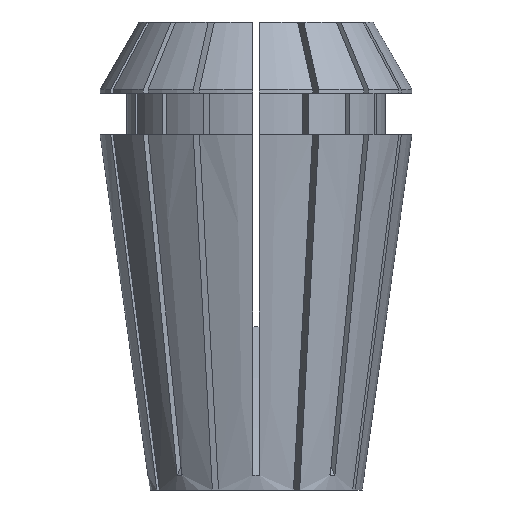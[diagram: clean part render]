
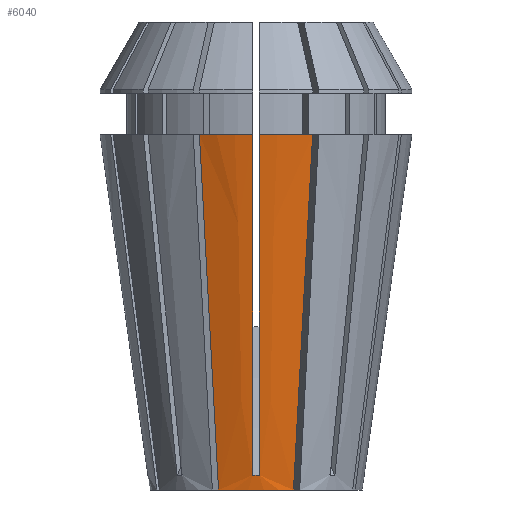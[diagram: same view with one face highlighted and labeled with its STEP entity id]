
A CAD part, front view. The second image highlights one B-rep face of the part: STEP entity #6040.
In plain terms, the highlighted conical face has half-angle 8 degrees and reference radius 7.141 mm.
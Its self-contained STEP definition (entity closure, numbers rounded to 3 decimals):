
#102 = CARTESIAN_POINT ( 'NONE',  ( -2.726, -7.169, 3.763 ) ) ;
#228 = CARTESIAN_POINT ( 'NONE',  ( -0.225, -9.418, 16.218 ) ) ;
#269 = AXIS2_PLACEMENT_3D ( 'NONE', #2337, #1820, #3289 ) ;
#371 = CARTESIAN_POINT ( 'NONE',  ( -0.075, -7.283, 0.999 ) ) ;
#430 = ORIENTED_EDGE ( 'NONE', *, *, #2027, .F. ) ;
#443 = CARTESIAN_POINT ( 'NONE',  ( 0.225, -7.279, 1.004 ) ) ;
#447 = EDGE_CURVE ( 'NONE', #4482, #753, #664, .T. ) ;
#451 = VERTEX_POINT ( 'NONE', #3341 ) ;
#546 = VERTEX_POINT ( 'NONE', #4336 ) ;
#603 = CARTESIAN_POINT ( 'NONE',  ( 0.225, -9.418, 16.218 ) ) ;
#629 = ORIENTED_EDGE ( 'NONE', *, *, #4303, .F. ) ;
#664 = CIRCLE ( 'NONE', #1241, 10.5 ) ;
#753 = VERTEX_POINT ( 'NONE', #1621 ) ;
#755 = EDGE_CURVE ( 'NONE', #451, #1223, #4610, .T. ) ;
#894 = DIRECTION ( 'NONE',  ( -1., 0., 0. ) ) ;
#1041 = CIRCLE ( 'NONE', #5600, 10.5 ) ;
#1043 = CARTESIAN_POINT ( 'NONE',  ( -2.827, -7.414, 5.645 ) ) ;
#1136 = CARTESIAN_POINT ( 'NONE',  ( 0.225, -8.801, 11.831 ) ) ;
#1157 = CARTESIAN_POINT ( 'NONE',  ( 0.225, -8.184, 7.443 ) ) ;
#1223 = VERTEX_POINT ( 'NONE', #4218 ) ;
#1241 = AXIS2_PLACEMENT_3D ( 'NONE', #5732, #1914, #894 ) ;
#1264 = CARTESIAN_POINT ( 'NONE',  ( -0.225, -7.279, 1.004 ) ) ;
#1326 = CARTESIAN_POINT ( 'NONE',  ( -0.225, -8.184, 7.443 ) ) ;
#1361 = CARTESIAN_POINT ( 'NONE',  ( 0.075, -7.283, 0.999 ) ) ;
#1503 = ORIENTED_EDGE ( 'NONE', *, *, #3427, .T. ) ;
#1570 = DIRECTION ( 'NONE',  ( 0., 0., 1. ) ) ;
#1608 = CARTESIAN_POINT ( 'NONE',  ( 0., 0., 0. ) ) ;
#1621 = CARTESIAN_POINT ( 'NONE',  ( 0.225, -10.498, 23.9 ) ) ;
#1696 = EDGE_CURVE ( 'NONE', #753, #2848, #3267, .T. ) ;
#1713 = CARTESIAN_POINT ( 'NONE',  ( 3.81, -9.785, 23.9 ) ) ;
#1749 = CARTESIAN_POINT ( 'NONE',  ( 2.726, -7.169, 3.763 ) ) ;
#1757 = CARTESIAN_POINT ( 'NONE',  ( 0., 0., 23.9 ) ) ;
#1786 = CARTESIAN_POINT ( 'NONE',  ( -0.225, -7.279, 1.004 ) ) ;
#1804 = CARTESIAN_POINT ( 'NONE',  ( -0.225, -7.568, 3.056 ) ) ;
#1820 = DIRECTION ( 'NONE',  ( 0., 0., -1. ) ) ;
#1914 = DIRECTION ( 'NONE',  ( 0., 0., -1. ) ) ;
#2027 = EDGE_CURVE ( 'NONE', #4482, #546, #2192, .T. ) ;
#2051 = CARTESIAN_POINT ( 'NONE',  ( 3.81, -9.785, 23.9 ) ) ;
#2098 = CARTESIAN_POINT ( 'NONE',  ( 0.225, -7.279, 1.004 ) ) ;
#2118 = EDGE_LOOP ( 'NONE', ( #430, #5612, #5640, #629, #3826, #1503, #4513, #4228 ) ) ;
#2192 = B_SPLINE_CURVE_WITH_KNOTS ( 'NONE', 3,
 ( #1713, #2713, #6088, #3205, #1749, #2254, #3291 ),
 .UNSPECIFIED., .F., .F.,
 ( 4, 3, 4 ),
 ( 0., 0.018, 0.024 ),
 .UNSPECIFIED. ) ;
#2254 = CARTESIAN_POINT ( 'NONE',  ( 2.625, -6.925, 1.882 ) ) ;
#2260 = CARTESIAN_POINT ( 'NONE',  ( -0.225, -10.138, 21.339 ) ) ;
#2337 = CARTESIAN_POINT ( 'NONE',  ( 0., 0., 0. ) ) ;
#2401 = CARTESIAN_POINT ( 'NONE',  ( 0.225, -7.279, 1.004 ) ) ;
#2404 = CARTESIAN_POINT ( 'NONE',  ( -0.225, -7.279, 1.004 ) ) ;
#2669 = CARTESIAN_POINT ( 'NONE',  ( 0.225, -10.498, 23.9 ) ) ;
#2713 = CARTESIAN_POINT ( 'NONE',  ( 3.482, -8.995, 17.815 ) ) ;
#2848 = VERTEX_POINT ( 'NONE', #2401 ) ;
#3093 = CARTESIAN_POINT ( 'NONE',  ( -3.155, -8.204, 11.73 ) ) ;
#3114 = CARTESIAN_POINT ( 'NONE',  ( -3.482, -8.995, 17.815 ) ) ;
#3160 = CARTESIAN_POINT ( 'NONE',  ( 0.225, -7.568, 3.056 ) ) ;
#3205 = CARTESIAN_POINT ( 'NONE',  ( 2.827, -7.414, 5.645 ) ) ;
#3254 = DIRECTION ( 'NONE',  ( -1., 0., 0. ) ) ;
#3267 = B_SPLINE_CURVE_WITH_KNOTS ( 'NONE', 3,
 ( #2669, #4564, #6002, #603, #1136, #1157, #3160, #4548, #4519, #2098 ),
 .UNSPECIFIED., .F., .F.,
 ( 4, 3, 3, 4 ),
 ( 0.044, 0.052, 0.065, 0.067 ),
 .UNSPECIFIED. ) ;
#3289 = DIRECTION ( 'NONE',  ( -1., 0., 0. ) ) ;
#3291 = CARTESIAN_POINT ( 'NONE',  ( 2.524, -6.681, 0. ) ) ;
#3341 = CARTESIAN_POINT ( 'NONE',  ( -3.81, -9.785, 23.9 ) ) ;
#3427 = EDGE_CURVE ( 'NONE', #4060, #451, #1041, .T. ) ;
#3468 = FACE_OUTER_BOUND ( 'NONE', #2118, .T. ) ;
#3546 = CIRCLE ( 'NONE', #269, 7.141 ) ;
#3687 = CARTESIAN_POINT ( 'NONE',  ( -0.225, -7.375, 1.688 ) ) ;
#3826 = ORIENTED_EDGE ( 'NONE', *, *, #5665, .F. ) ;
#4024 = CARTESIAN_POINT ( 'NONE',  ( -2.625, -6.925, 1.882 ) ) ;
#4060 = VERTEX_POINT ( 'NONE', #4290 ) ;
#4102 = AXIS2_PLACEMENT_3D ( 'NONE', #1608, #1570, #5016 ) ;
#4163 = CARTESIAN_POINT ( 'NONE',  ( -0.225, -7.471, 2.372 ) ) ;
#4183 = CARTESIAN_POINT ( 'NONE',  ( -0.225, -10.498, 23.9 ) ) ;
#4218 = CARTESIAN_POINT ( 'NONE',  ( -2.524, -6.681, 0. ) ) ;
#4228 = ORIENTED_EDGE ( 'NONE', *, *, #6221, .F. ) ;
#4290 = CARTESIAN_POINT ( 'NONE',  ( -0.225, -10.498, 23.9 ) ) ;
#4303 = EDGE_CURVE ( 'NONE', #4602, #2848, #6129, .T. ) ;
#4336 = CARTESIAN_POINT ( 'NONE',  ( 2.524, -6.681, 0. ) ) ;
#4482 = VERTEX_POINT ( 'NONE', #2051 ) ;
#4513 = ORIENTED_EDGE ( 'NONE', *, *, #755, .T. ) ;
#4519 = CARTESIAN_POINT ( 'NONE',  ( 0.225, -7.375, 1.688 ) ) ;
#4548 = CARTESIAN_POINT ( 'NONE',  ( 0.225, -7.471, 2.372 ) ) ;
#4564 = CARTESIAN_POINT ( 'NONE',  ( 0.225, -10.138, 21.339 ) ) ;
#4602 = VERTEX_POINT ( 'NONE', #1786 ) ;
#4610 = B_SPLINE_CURVE_WITH_KNOTS ( 'NONE', 3,
 ( #5973, #3114, #3093, #1043, #102, #4024, #5463 ),
 .UNSPECIFIED., .F., .F.,
 ( 4, 3, 4 ),
 ( 0., 0.018, 0.024 ),
 .UNSPECIFIED. ) ;
#4879 = B_SPLINE_CURVE_WITH_KNOTS ( 'NONE', 3,
 ( #4183, #2260, #5130, #228, #5678, #1326, #1804, #4163, #3687, #1264 ),
 .UNSPECIFIED., .F., .F.,
 ( 4, 3, 3, 4 ),
 ( 0.044, 0.052, 0.065, 0.067 ),
 .UNSPECIFIED. ) ;
#5016 = DIRECTION ( 'NONE',  ( 1., 0., 0. ) ) ;
#5130 = CARTESIAN_POINT ( 'NONE',  ( -0.225, -9.778, 18.779 ) ) ;
#5152 = DIRECTION ( 'NONE',  ( 0., 0., -1. ) ) ;
#5463 = CARTESIAN_POINT ( 'NONE',  ( -2.524, -6.681, 0. ) ) ;
#5491 = CONICAL_SURFACE ( 'NONE', #4102, 7.141, 0.14 ) ;
#5600 = AXIS2_PLACEMENT_3D ( 'NONE', #1757, #5152, #3254 ) ;
#5612 = ORIENTED_EDGE ( 'NONE', *, *, #447, .T. ) ;
#5640 = ORIENTED_EDGE ( 'NONE', *, *, #1696, .T. ) ;
#5665 = EDGE_CURVE ( 'NONE', #4060, #4602, #4879, .T. ) ;
#5678 = CARTESIAN_POINT ( 'NONE',  ( -0.225, -8.801, 11.831 ) ) ;
#5732 = CARTESIAN_POINT ( 'NONE',  ( 0., 0., 23.9 ) ) ;
#5973 = CARTESIAN_POINT ( 'NONE',  ( -3.81, -9.785, 23.9 ) ) ;
#6002 = CARTESIAN_POINT ( 'NONE',  ( 0.225, -9.778, 18.779 ) ) ;
#6040 = ADVANCED_FACE ( 'NONE', ( #3468 ), #5491, .T. ) ;
#6088 = CARTESIAN_POINT ( 'NONE',  ( 3.155, -8.204, 11.73 ) ) ;
#6129 = B_SPLINE_CURVE_WITH_KNOTS ( 'NONE', 3,
 ( #2404, #371, #1361, #443 ),
 .UNSPECIFIED., .F., .F.,
 ( 4, 4 ),
 ( 0., 0. ),
 .UNSPECIFIED. ) ;
#6221 = EDGE_CURVE ( 'NONE', #546, #1223, #3546, .T. ) ;
